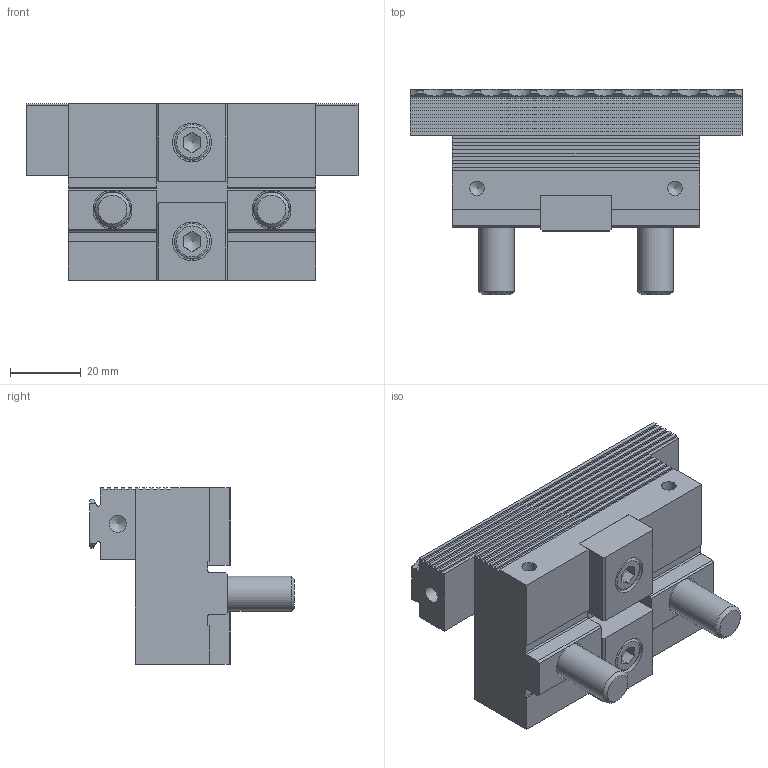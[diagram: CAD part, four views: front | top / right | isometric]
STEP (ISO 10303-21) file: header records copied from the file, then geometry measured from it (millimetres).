
FILE_DESCRIPTION((''),'2;1');
FILE_NAME('301-0094-004.stp','2011-05-30T15:43:38',('Meier'),(''),'Autodesk Inventor 2011','Autodesk Inventor 2011','');
FILE_SCHEMA(('AUTOMOTIVE_DESIGN { 1 0 10303 214 1 1 1 1 }'));
Length unit declared in the file: millimetre
Products named in the file (5): 301-0094-004; 5126-0094-006; NLM03250-20; DIN 912 - ersetzt durch DIN EN ISO 4762 M6 x 12; DIN 912 - ersetzt durch DIN EN ISO 4762 M10 x 30
Assembly tree (7 placements, depth 2):
  301-0094-004
    5126-0094-006
    NLM03250-20  x2
    DIN 912 - ersetzt durch DIN EN ISO 4762 M6 x 12  x2
    DIN 912 - ersetzt durch DIN EN ISO 4762 M10 x 30  x2
Bounding box: 94 x 58 x 50 mm (x, y, z)
Volume: 99148.6 mm3; surface area: 31099.2 mm2
Topology: 7 solids, 7 shells, 280 faces, 748 edges, 488 vertices
Faces by surface type: plane 194, cylinder 60, cone 18, torus 8
Full cylindrical faces by diameter (mm): 4.134 x6, 4.917 x4, 6 x2, 6.3 x2, 10 x4, 11 x4, 16 x2, 18 x2
Entity records: 7366 total; most frequent: CARTESIAN_POINT 1285, DIRECTION 1250, ORIENTED_EDGE 1200, EDGE_CURVE 600, VECTOR 424, LINE 424, AXIS2_PLACEMENT_3D 413, VERTEX_POINT 412
